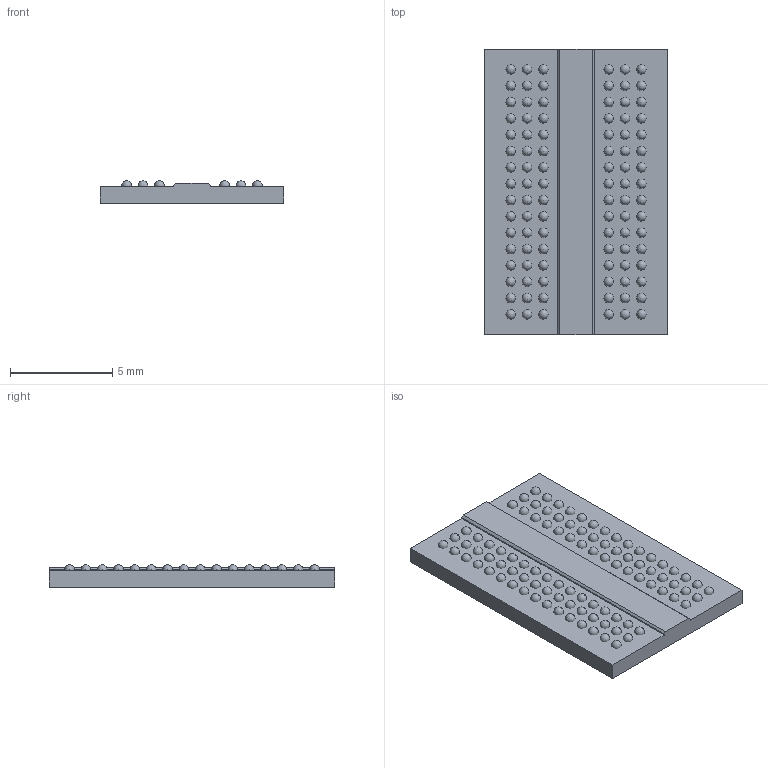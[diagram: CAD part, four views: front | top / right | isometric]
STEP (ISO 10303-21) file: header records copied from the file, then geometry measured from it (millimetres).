
FILE_DESCRIPTION(/* description */ (''),/* implementation_level */ '2;1');
FILE_NAME(/* name */ 'Alliance Memory AS4C512M16D3L-12BIN.stp',/* time_stamp */ '2019-09-16T09:57:07+02:00',/* author */ ('User'),/* organization */ (''),/* preprocessor_version */ 'ST-DEVELOPER v16.5',/* originating_system */ 'Autodesk Inventor 2017',/* authorisation */ '');
FILE_SCHEMA (('AUTOMOTIVE_DESIGN { 1 0 10303 214 3 1 1 }'));
Length unit declared in the file: millimetre
Products named in the file (4): Alliance Memory AS4C512M16D3L-12BIN; Part1cvcvcv; Part2sdsdsdsd; Part2sdsdsdsd_MIR
Assembly tree (97 placements, depth 2):
  Alliance Memory AS4C512M16D3L-12BIN
    Part1cvcvcv
    Part2sdsdsdsd  x48
    Part2sdsdsdsd_MIR  x48
Bounding box: 9 x 14 x 1.09 mm (x, y, z)
Volume: 111 mm3; surface area: 359.6 mm2
Topology: 97 solids, 97 shells, 616 faces, 1704 edges, 1136 vertices
Faces by surface type: plane 306, bspline 213, sphere 96, cylinder 1
Full cylindrical faces by diameter (mm): 0.652 x1
Entity records: 18754 total; most frequent: CARTESIAN_POINT 5685, ORIENTED_EDGE 2834, DIRECTION 1863, EDGE_CURVE 1417, LINE 987, VECTOR 987, VERTEX_POINT 948, EDGE_LOOP 569
